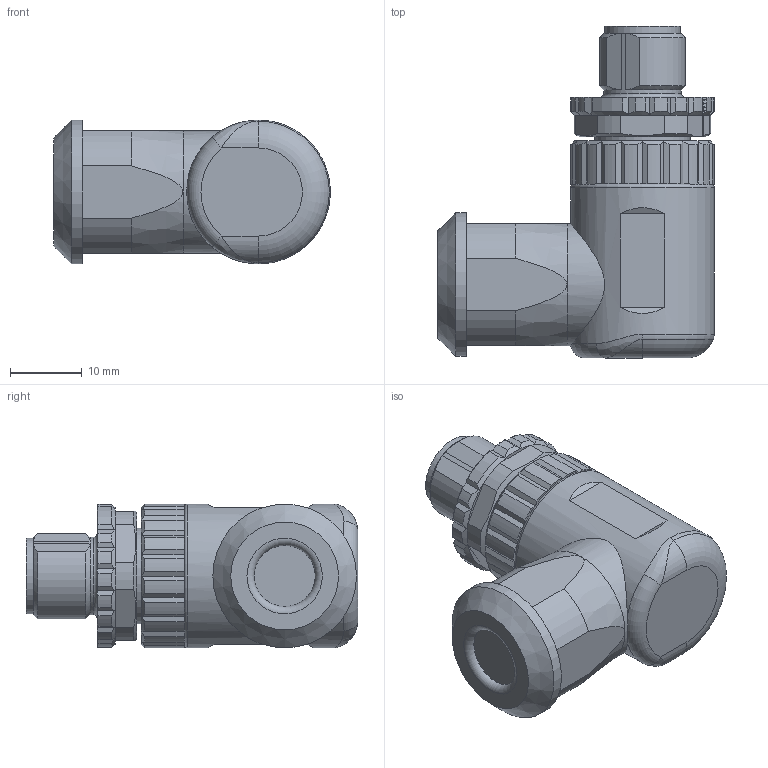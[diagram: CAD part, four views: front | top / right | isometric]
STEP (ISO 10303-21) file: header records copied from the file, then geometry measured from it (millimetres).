
FILE_DESCRIPTION(('FreeCAD Model'),'2;1');
FILE_NAME('FC-12MA4P-PG7_9.STP','2017-08-22T10:47:00',('CM'),( 'HTM Sensors'),'Open CASCADE STEP processor 6.8','FreeCAD','Unknown' );
FILE_SCHEMA(('CONFIG_CONTROL_DESIGN','SHAPE_APPEARANCE_LAYER_MIM'));
Length unit declared in the file: millimetre
Products named in the file (2): ASSEMBLY; FC-12MA4P-PG7/9
Assembly tree (1 placements, depth 2):
  ASSEMBLY
    FC-12MA4P-PG7/9
Bounding box: 38.5 x 46.2 x 20 mm (x, y, z)
Volume: 16323.1 mm3; surface area: 5085.9 mm2
Topology: 1 solids, 1 shells, 306 faces, 821 edges, 539 vertices
Faces by surface type: plane 157, cylinder 73, bspline 32, torus 24, cone 20
Full cylindrical faces by diameter (mm): 0.5 x1, 1 x4, 8.3 x1, 10.5 x1, 10.8 x1, 13.3 x1, 17 x1, 17.1 x1, 20 x2
Entity records: 40285 total; most frequent: CARTESIAN_POINT 24035, DIRECTION 1986, ORIENTED_EDGE 1642, PCURVE 1642, DEFINITIONAL_REPRESENTATION 1642, LINE 968, VECTOR 968, B_SPLINE_CURVE_WITH_KNOTS 947
